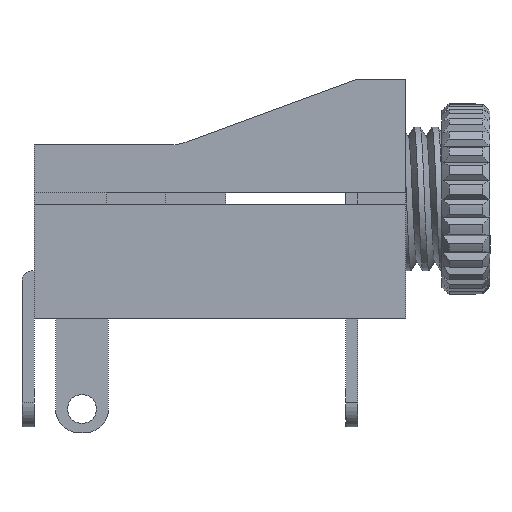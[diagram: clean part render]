
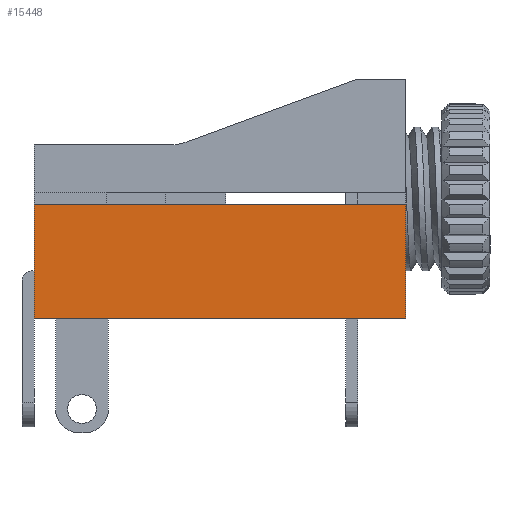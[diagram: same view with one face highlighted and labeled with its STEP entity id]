
A CAD part, left-side view. The second image highlights one B-rep face of the part: STEP entity #15448.
In plain terms, the highlighted planar face has unit normal (-1, 0, 0).
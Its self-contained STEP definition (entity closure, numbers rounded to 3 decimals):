
#12813 = PLANE('',#12814);
#12814 = AXIS2_PLACEMENT_3D('',#12815,#12816,#12817);
#12815 = CARTESIAN_POINT('',(-5.,10.,4.75));
#12816 = DIRECTION('',(-1.,0.,0.));
#12817 = DIRECTION('',(0.,1.,0.));
#13010 = PLANE('',#13011);
#13011 = AXIS2_PLACEMENT_3D('',#13012,#13013,#13014);
#13012 = CARTESIAN_POINT('',(-5.,15.5,0.));
#13013 = DIRECTION('',(0.,1.,0.));
#13014 = DIRECTION('',(1.,0.,0.));
#13109 = PLANE('',#13110);
#13110 = AXIS2_PLACEMENT_3D('',#13111,#13112,#13113);
#13111 = CARTESIAN_POINT('',(0.,7.75,0.));
#13112 = DIRECTION('',(-0.,-0.,-1.));
#13113 = DIRECTION('',(-1.,0.,0.));
#13222 = PLANE('',#13223);
#13223 = AXIS2_PLACEMENT_3D('',#13224,#13225,#13226);
#13224 = CARTESIAN_POINT('',(5.,0.,0.));
#13225 = DIRECTION('',(0.,-1.,0.));
#13226 = DIRECTION('',(-1.,0.,0.));
#14022 = VERTEX_POINT('',#14023);
#14023 = CARTESIAN_POINT('',(-5.,10.,4.75));
#14046 = VERTEX_POINT('',#14047);
#14047 = CARTESIAN_POINT('',(-5.,12.5,4.75));
#14068 = EDGE_CURVE('',#14022,#14046,#14069,.T.);
#14069 = SURFACE_CURVE('',#14070,(#14074,#14081),.PCURVE_S1.);
#14070 = LINE('',#14071,#14072);
#14071 = CARTESIAN_POINT('',(-5.,10.,4.75));
#14072 = VECTOR('',#14073,1.);
#14073 = DIRECTION('',(0.,1.,0.));
#14074 = PCURVE('',#12813,#14075);
#14075 = DEFINITIONAL_REPRESENTATION('',(#14076),#14080);
#14076 = LINE('',#14077,#14078);
#14077 = CARTESIAN_POINT('',(0.,0.));
#14078 = VECTOR('',#14079,1.);
#14079 = DIRECTION('',(1.,0.));
#14080 = ( GEOMETRIC_REPRESENTATION_CONTEXT(2) 
PARAMETRIC_REPRESENTATION_CONTEXT() REPRESENTATION_CONTEXT('2D SPACE',''
  ) );
#14081 = PCURVE('',#14082,#14087);
#14082 = PLANE('',#14083);
#14083 = AXIS2_PLACEMENT_3D('',#14084,#14085,#14086);
#14084 = CARTESIAN_POINT('',(-5.,0.,0.));
#14085 = DIRECTION('',(-1.,0.,0.));
#14086 = DIRECTION('',(0.,1.,0.));
#14087 = DEFINITIONAL_REPRESENTATION('',(#14088),#14092);
#14088 = LINE('',#14089,#14090);
#14089 = CARTESIAN_POINT('',(10.,-4.75));
#14090 = VECTOR('',#14091,1.);
#14091 = DIRECTION('',(1.,0.));
#14092 = ( GEOMETRIC_REPRESENTATION_CONTEXT(2) 
PARAMETRIC_REPRESENTATION_CONTEXT() REPRESENTATION_CONTEXT('2D SPACE',''
  ) );
#14146 = VERTEX_POINT('',#14147);
#14147 = CARTESIAN_POINT('',(-5.,15.5,0.));
#14168 = EDGE_CURVE('',#14146,#14169,#14171,.T.);
#14169 = VERTEX_POINT('',#14170);
#14170 = CARTESIAN_POINT('',(-5.,15.5,4.75));
#14171 = SURFACE_CURVE('',#14172,(#14176,#14183),.PCURVE_S1.);
#14172 = LINE('',#14173,#14174);
#14173 = CARTESIAN_POINT('',(-5.,15.5,0.));
#14174 = VECTOR('',#14175,1.);
#14175 = DIRECTION('',(0.,0.,1.));
#14176 = PCURVE('',#13010,#14177);
#14177 = DEFINITIONAL_REPRESENTATION('',(#14178),#14182);
#14178 = LINE('',#14179,#14180);
#14179 = CARTESIAN_POINT('',(0.,0.));
#14180 = VECTOR('',#14181,1.);
#14181 = DIRECTION('',(0.,-1.));
#14182 = ( GEOMETRIC_REPRESENTATION_CONTEXT(2) 
PARAMETRIC_REPRESENTATION_CONTEXT() REPRESENTATION_CONTEXT('2D SPACE',''
  ) );
#14183 = PCURVE('',#14082,#14184);
#14184 = DEFINITIONAL_REPRESENTATION('',(#14185),#14189);
#14185 = LINE('',#14186,#14187);
#14186 = CARTESIAN_POINT('',(15.5,0.));
#14187 = VECTOR('',#14188,1.);
#14188 = DIRECTION('',(0.,-1.));
#14189 = ( GEOMETRIC_REPRESENTATION_CONTEXT(2) 
PARAMETRIC_REPRESENTATION_CONTEXT() REPRESENTATION_CONTEXT('2D SPACE',''
  ) );
#14207 = PLANE('',#14208);
#14208 = AXIS2_PLACEMENT_3D('',#14209,#14210,#14211);
#14209 = CARTESIAN_POINT('',(0.,7.75,4.75));
#14210 = DIRECTION('',(-0.,-0.,-1.));
#14211 = DIRECTION('',(-1.,0.,0.));
#14630 = EDGE_CURVE('',#14631,#14146,#14633,.T.);
#14631 = VERTEX_POINT('',#14632);
#14632 = CARTESIAN_POINT('',(-5.,0.,0.));
#14633 = SURFACE_CURVE('',#14634,(#14638,#14645),.PCURVE_S1.);
#14634 = LINE('',#14635,#14636);
#14635 = CARTESIAN_POINT('',(-5.,0.,0.));
#14636 = VECTOR('',#14637,1.);
#14637 = DIRECTION('',(0.,1.,0.));
#14638 = PCURVE('',#13109,#14639);
#14639 = DEFINITIONAL_REPRESENTATION('',(#14640),#14644);
#14640 = LINE('',#14641,#14642);
#14641 = CARTESIAN_POINT('',(5.,-7.75));
#14642 = VECTOR('',#14643,1.);
#14643 = DIRECTION('',(0.,1.));
#14644 = ( GEOMETRIC_REPRESENTATION_CONTEXT(2) 
PARAMETRIC_REPRESENTATION_CONTEXT() REPRESENTATION_CONTEXT('2D SPACE',''
  ) );
#14645 = PCURVE('',#14082,#14646);
#14646 = DEFINITIONAL_REPRESENTATION('',(#14647),#14651);
#14647 = LINE('',#14648,#14649);
#14648 = CARTESIAN_POINT('',(0.,0.));
#14649 = VECTOR('',#14650,1.);
#14650 = DIRECTION('',(1.,0.));
#14651 = ( GEOMETRIC_REPRESENTATION_CONTEXT(2) 
PARAMETRIC_REPRESENTATION_CONTEXT() REPRESENTATION_CONTEXT('2D SPACE',''
  ) );
#14798 = PLANE('',#14799);
#14799 = AXIS2_PLACEMENT_3D('',#14800,#14801,#14802);
#14800 = CARTESIAN_POINT('',(0.,7.75,4.75));
#14801 = DIRECTION('',(-0.,-0.,-1.));
#14802 = DIRECTION('',(-1.,0.,0.));
#14871 = VERTEX_POINT('',#14872);
#14872 = CARTESIAN_POINT('',(-5.,0.,4.75));
#14893 = EDGE_CURVE('',#14631,#14871,#14894,.T.);
#14894 = SURFACE_CURVE('',#14895,(#14899,#14906),.PCURVE_S1.);
#14895 = LINE('',#14896,#14897);
#14896 = CARTESIAN_POINT('',(-5.,0.,0.));
#14897 = VECTOR('',#14898,1.);
#14898 = DIRECTION('',(0.,0.,1.));
#14899 = PCURVE('',#13222,#14900);
#14900 = DEFINITIONAL_REPRESENTATION('',(#14901),#14905);
#14901 = LINE('',#14902,#14903);
#14902 = CARTESIAN_POINT('',(10.,0.));
#14903 = VECTOR('',#14904,1.);
#14904 = DIRECTION('',(0.,-1.));
#14905 = ( GEOMETRIC_REPRESENTATION_CONTEXT(2) 
PARAMETRIC_REPRESENTATION_CONTEXT() REPRESENTATION_CONTEXT('2D SPACE',''
  ) );
#14906 = PCURVE('',#14082,#14907);
#14907 = DEFINITIONAL_REPRESENTATION('',(#14908),#14912);
#14908 = LINE('',#14909,#14910);
#14909 = CARTESIAN_POINT('',(0.,0.));
#14910 = VECTOR('',#14911,1.);
#14911 = DIRECTION('',(0.,-1.));
#14912 = ( GEOMETRIC_REPRESENTATION_CONTEXT(2) 
PARAMETRIC_REPRESENTATION_CONTEXT() REPRESENTATION_CONTEXT('2D SPACE',''
  ) );
#15448 = ADVANCED_FACE('',(#15449),#14082,.T.);
#15449 = FACE_BOUND('',#15450,.T.);
#15450 = EDGE_LOOP('',(#15451,#15452,#15473,#15474,#15495,#15496));
#15451 = ORIENTED_EDGE('',*,*,#14893,.T.);
#15452 = ORIENTED_EDGE('',*,*,#15453,.T.);
#15453 = EDGE_CURVE('',#14871,#14022,#15454,.T.);
#15454 = SURFACE_CURVE('',#15455,(#15459,#15466),.PCURVE_S1.);
#15455 = LINE('',#15456,#15457);
#15456 = CARTESIAN_POINT('',(-5.,0.,4.75));
#15457 = VECTOR('',#15458,1.);
#15458 = DIRECTION('',(0.,1.,0.));
#15459 = PCURVE('',#14082,#15460);
#15460 = DEFINITIONAL_REPRESENTATION('',(#15461),#15465);
#15461 = LINE('',#15462,#15463);
#15462 = CARTESIAN_POINT('',(0.,-4.75));
#15463 = VECTOR('',#15464,1.);
#15464 = DIRECTION('',(1.,0.));
#15465 = ( GEOMETRIC_REPRESENTATION_CONTEXT(2) 
PARAMETRIC_REPRESENTATION_CONTEXT() REPRESENTATION_CONTEXT('2D SPACE',''
  ) );
#15466 = PCURVE('',#14798,#15467);
#15467 = DEFINITIONAL_REPRESENTATION('',(#15468),#15472);
#15468 = LINE('',#15469,#15470);
#15469 = CARTESIAN_POINT('',(5.,-7.75));
#15470 = VECTOR('',#15471,1.);
#15471 = DIRECTION('',(0.,1.));
#15472 = ( GEOMETRIC_REPRESENTATION_CONTEXT(2) 
PARAMETRIC_REPRESENTATION_CONTEXT() REPRESENTATION_CONTEXT('2D SPACE',''
  ) );
#15473 = ORIENTED_EDGE('',*,*,#14068,.T.);
#15474 = ORIENTED_EDGE('',*,*,#15475,.T.);
#15475 = EDGE_CURVE('',#14046,#14169,#15476,.T.);
#15476 = SURFACE_CURVE('',#15477,(#15481,#15488),.PCURVE_S1.);
#15477 = LINE('',#15478,#15479);
#15478 = CARTESIAN_POINT('',(-5.,0.,4.75));
#15479 = VECTOR('',#15480,1.);
#15480 = DIRECTION('',(0.,1.,0.));
#15481 = PCURVE('',#14082,#15482);
#15482 = DEFINITIONAL_REPRESENTATION('',(#15483),#15487);
#15483 = LINE('',#15484,#15485);
#15484 = CARTESIAN_POINT('',(0.,-4.75));
#15485 = VECTOR('',#15486,1.);
#15486 = DIRECTION('',(1.,0.));
#15487 = ( GEOMETRIC_REPRESENTATION_CONTEXT(2) 
PARAMETRIC_REPRESENTATION_CONTEXT() REPRESENTATION_CONTEXT('2D SPACE',''
  ) );
#15488 = PCURVE('',#14207,#15489);
#15489 = DEFINITIONAL_REPRESENTATION('',(#15490),#15494);
#15490 = LINE('',#15491,#15492);
#15491 = CARTESIAN_POINT('',(5.,-7.75));
#15492 = VECTOR('',#15493,1.);
#15493 = DIRECTION('',(0.,1.));
#15494 = ( GEOMETRIC_REPRESENTATION_CONTEXT(2) 
PARAMETRIC_REPRESENTATION_CONTEXT() REPRESENTATION_CONTEXT('2D SPACE',''
  ) );
#15495 = ORIENTED_EDGE('',*,*,#14168,.F.);
#15496 = ORIENTED_EDGE('',*,*,#14630,.F.);
